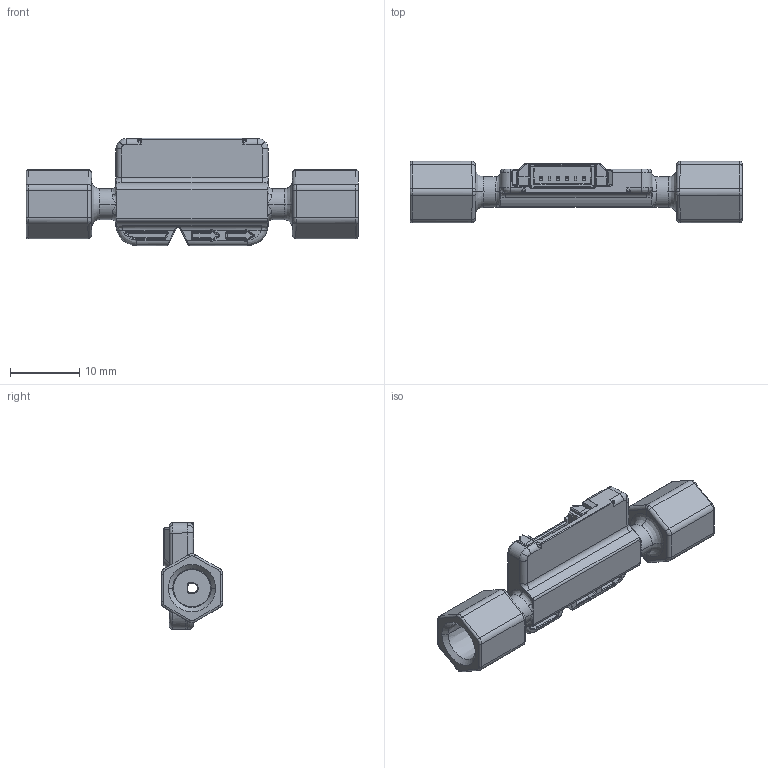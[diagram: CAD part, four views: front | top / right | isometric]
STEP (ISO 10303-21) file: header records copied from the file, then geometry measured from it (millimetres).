
FILE_DESCRIPTION (( 'STEP AP214' ), '1' );
FILE_NAME ('134947-_Publikationsmodell SLF3x-1300F.step', '2019-01-08T15:33:40', ( 'IT' ), ( '' ), 'SwSTEP 2.0', 'SolidWorks 2017', '' );
FILE_SCHEMA (( 'AUTOMOTIVE_DESIGN' ));
Length unit declared in the file: millimetre
Products named in the file (1): 134947-_Publikationsmodell SLF3x-1300F
Bounding box: 48 x 8.9 x 15.49 mm (x, y, z)
Volume: 2266.4 mm3; surface area: 2684.9 mm2
Topology: 1 solids, 1 shells, 1019 faces, 2534 edges, 1493 vertices
Faces by surface type: plane 423, cylinder 302, bspline 214, sphere 39, torus 28, cone 13
Entity records: 35513 total; most frequent: CARTESIAN_POINT 10396, ORIENTED_EDGE 4996, DIRECTION 4110, EDGE_CURVE 2498, VERTEX_POINT 1493, VECTOR 1424, LINE 1424, AXIS2_PLACEMENT_3D 1343
